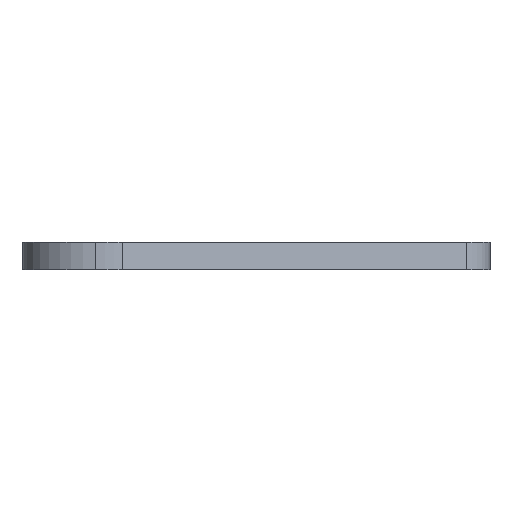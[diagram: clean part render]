
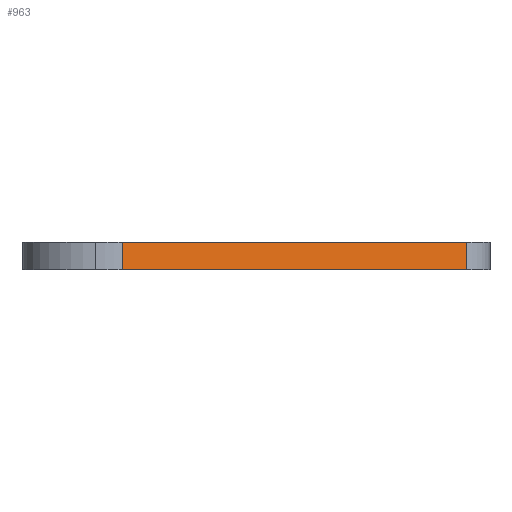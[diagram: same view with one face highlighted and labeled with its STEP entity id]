
A CAD part, left-side view. The second image highlights one B-rep face of the part: STEP entity #963.
In plain terms, the highlighted planar face has unit normal (-0.932, -0.361, 0).
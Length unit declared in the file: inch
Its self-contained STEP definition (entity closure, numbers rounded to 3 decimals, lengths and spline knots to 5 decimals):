
#8 = DIRECTION ( 'NONE',  ( 0., 0., 1. ) ) ;
#29 = DIRECTION ( 'NONE',  ( 0.361, -0.932, 0. ) ) ;
#213 = CARTESIAN_POINT ( 'NONE',  ( 3.78376, 6.38439, 0.09375 ) ) ;
#245 = VERTEX_POINT ( 'NONE', #1201 ) ;
#246 = VECTOR ( 'NONE', #8, 39.37008 ) ;
#376 = LINE ( 'NONE', #213, #1047 ) ;
#448 = CARTESIAN_POINT ( 'NONE',  ( 3.78376, 6.38439, 0.09375 ) ) ;
#498 = CARTESIAN_POINT ( 'NONE',  ( 4.68814, 4.0497, -0.09375 ) ) ;
#567 = VECTOR ( 'NONE', #29, 39.37008 ) ;
#610 = EDGE_CURVE ( 'NONE', #847, #245, #846, .T. ) ;
#612 = DIRECTION ( 'NONE',  ( 0.361, -0.932, 0. ) ) ;
#618 = EDGE_CURVE ( 'NONE', #847, #898, #376, .T. ) ;
#710 = DIRECTION ( 'NONE',  ( -0.361, 0.932, 0. ) ) ;
#730 = EDGE_CURVE ( 'NONE', #1569, #245, #1284, .T. ) ;
#734 = CARTESIAN_POINT ( 'NONE',  ( 4.75, 3.89, 0.09375 ) ) ;
#758 = LINE ( 'NONE', #1153, #567 ) ;
#846 = LINE ( 'NONE', #1112, #1175 ) ;
#847 = VERTEX_POINT ( 'NONE', #448 ) ;
#860 = FACE_OUTER_BOUND ( 'NONE', #990, .T. ) ;
#898 = VERTEX_POINT ( 'NONE', #1086 ) ;
#900 = ORIENTED_EDGE ( 'NONE', *, *, #618, .T. ) ;
#963 = ADVANCED_FACE ( 'NONE', ( #860 ), #1353, .F. ) ;
#990 = EDGE_LOOP ( 'NONE', ( #1523, #1462, #1065, #900 ) ) ;
#1047 = VECTOR ( 'NONE', #1369, 39.37008 ) ;
#1065 = ORIENTED_EDGE ( 'NONE', *, *, #610, .F. ) ;
#1086 = CARTESIAN_POINT ( 'NONE',  ( 3.78376, 6.38439, -0.09375 ) ) ;
#1112 = CARTESIAN_POINT ( 'NONE',  ( 4.75, 3.89, 0.09375 ) ) ;
#1153 = CARTESIAN_POINT ( 'NONE',  ( 4.75, 3.89, -0.09375 ) ) ;
#1175 = VECTOR ( 'NONE', #612, 39.37008 ) ;
#1201 = CARTESIAN_POINT ( 'NONE',  ( 4.68814, 4.0497, 0.09375 ) ) ;
#1234 = DIRECTION ( 'NONE',  ( 0.932, 0.361, 0. ) ) ;
#1284 = LINE ( 'NONE', #1501, #246 ) ;
#1297 = AXIS2_PLACEMENT_3D ( 'NONE', #734, #1234, #710 ) ;
#1353 = PLANE ( 'NONE',  #1297 ) ;
#1369 = DIRECTION ( 'NONE',  ( 0., 0., -1. ) ) ;
#1462 = ORIENTED_EDGE ( 'NONE', *, *, #730, .T. ) ;
#1501 = CARTESIAN_POINT ( 'NONE',  ( 4.68814, 4.0497, 0.09375 ) ) ;
#1523 = ORIENTED_EDGE ( 'NONE', *, *, #1554, .T. ) ;
#1554 = EDGE_CURVE ( 'NONE', #898, #1569, #758, .T. ) ;
#1569 = VERTEX_POINT ( 'NONE', #498 ) ;
